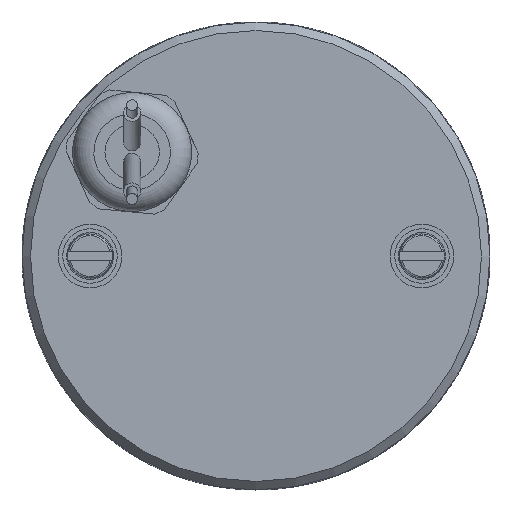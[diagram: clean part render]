
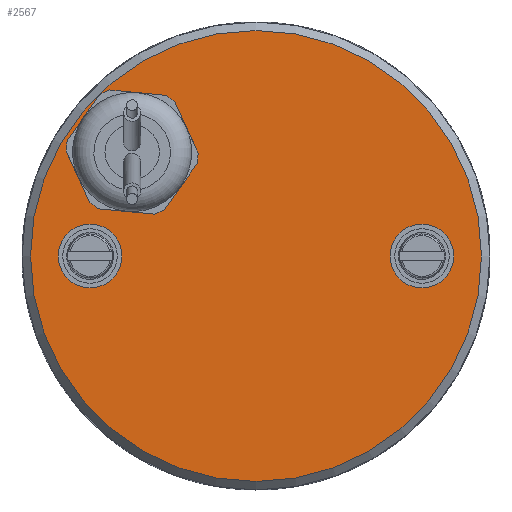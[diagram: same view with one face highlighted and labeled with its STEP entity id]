
A CAD part, left-side view. The second image highlights one B-rep face of the part: STEP entity #2567.
In plain terms, the highlighted planar face has unit normal (-1, 0, 0).
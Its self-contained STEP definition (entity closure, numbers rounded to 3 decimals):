
#18 = DIRECTION ( 'NONE',  ( 0., -0.415, -0.91 ) ) ;
#20 = DIRECTION ( 'NONE',  ( 1., 0., 0. ) ) ;
#22 = CARTESIAN_POINT ( 'NONE',  ( -13., 14.555, 12.213 ) ) ;
#56 = DIRECTION ( 'NONE',  ( 0., 0.995, 0.095 ) ) ;
#58 = CARTESIAN_POINT ( 'NONE',  ( -13., 19.236, 5.613 ) ) ;
#59 = LINE ( 'NONE', #58, #2327 ) ;
#101 = EDGE_CURVE ( 'Defeature ausgef�hrt1_37+Defeature ausgef�hrt1_5+Defeature ausgef�hrt1_27+Defeature ausgef�hrt1_26', #1567, #1694, #122, .T. ) ;
#122 = CIRCLE ( 'NONE', #170, 7.75 ) ;
#154 = FACE_BOUND ( 'NONE', #2311, .T. ) ;
#163 = VERTEX_POINT ( 'NONE', #1819 ) ;
#170 = AXIS2_PLACEMENT_3D ( 'NONE', #1476, #1475, #1474 ) ;
#176 = DIRECTION ( 'NONE',  ( 0., 0., 1. ) ) ;
#177 = DIRECTION ( 'NONE',  ( -1., 0., 0. ) ) ;
#183 = CARTESIAN_POINT ( 'NONE',  ( -13., 19.5, 0. ) ) ;
#212 = CARTESIAN_POINT ( 'NONE',  ( -13., 11.942, 4.917 ) ) ;
#263 = CIRCLE ( 'NONE', #371, 3.75 ) ;
#267 = CARTESIAN_POINT ( 'NONE',  ( -13., 19.5, 3.75 ) ) ;
#268 = CARTESIAN_POINT ( 'NONE',  ( -13., 6.93, 10.828 ) ) ;
#275 = CARTESIAN_POINT ( 'NONE',  ( -13., 17.168, 19.509 ) ) ;
#287 = VERTEX_POINT ( 'NONE', #267 ) ;
#331 = CARTESIAN_POINT ( 'NONE',  ( -13., 10.608, 18.883 ) ) ;
#352 = CARTESIAN_POINT ( 'NONE',  ( -13., 9.569, 18.146 ) ) ;
#371 = AXIS2_PLACEMENT_3D ( 'NONE', #183, #177, #176 ) ;
#389 = CARTESIAN_POINT ( 'NONE',  ( -13., 18.358, 18.966 ) ) ;
#414 = DIRECTION ( 'NONE',  ( 0., 0.415, 0.91 ) ) ;
#415 = CARTESIAN_POINT ( 'NONE',  ( -13., 22.608, 12.997 ) ) ;
#416 = AXIS2_PLACEMENT_3D ( 'NONE', #1439, #2417, #627 ) ;
#419 = LINE ( 'NONE', #415, #454 ) ;
#435 = DIRECTION ( 'NONE',  ( 0., 0.58, -0.815 ) ) ;
#437 = CARTESIAN_POINT ( 'NONE',  ( -13., 6.501, 11.429 ) ) ;
#439 = LINE ( 'NONE', #437, #506 ) ;
#454 = VECTOR ( 'NONE', #414, 1000. ) ;
#483 = PLANE ( 'NONE',  #416 ) ;
#487 = EDGE_CURVE ( 'NONE', #163, #163, #2054, .T. ) ;
#506 = VECTOR ( 'NONE', #435, 1000. ) ;
#517 = FACE_BOUND ( 'NONE', #1914, .T. ) ;
#522 = CARTESIAN_POINT ( 'NONE',  ( -13., 22.18, 13.598 ) ) ;
#561 = DIRECTION ( 'NONE',  ( 0., -0.415, -0.91 ) ) ;
#624 = CARTESIAN_POINT ( 'NONE',  ( -13., 22.304, 12.33 ) ) ;
#627 = DIRECTION ( 'NONE',  ( 0., 0., -1. ) ) ;
#670 = CARTESIAN_POINT ( 'NONE',  ( -13., 9.874, 18.813 ) ) ;
#776 = CARTESIAN_POINT ( 'NONE',  ( -13., 19.54, 6.279 ) ) ;
#796 = CARTESIAN_POINT ( 'NONE',  ( -13., 10.752, 5.46 ) ) ;
#798 = DIRECTION ( 'NONE',  ( 0., 0., -1. ) ) ;
#800 = DIRECTION ( 'NONE',  ( -1., 0., 0. ) ) ;
#801 = FACE_OUTER_BOUND ( 'NONE', #2294, .T. ) ;
#802 = CARTESIAN_POINT ( 'NONE',  ( -13., -19.5, 0. ) ) ;
#837 = DIRECTION ( 'NONE',  ( 0., -0.995, -0.095 ) ) ;
#842 = CARTESIAN_POINT ( 'NONE',  ( -13., 17.92, 19.581 ) ) ;
#843 = LINE ( 'NONE', #842, #1210 ) ;
#859 = EDGE_CURVE ( 'Defeature ausgef�hrt1_37+Defeature ausgef�hrt1_1+Defeature ausgef�hrt1_30+Defeature ausgef�hrt1_29', #2485, #1995, #1672, .T. ) ;
#925 = VECTOR ( 'NONE', #561, 1000. ) ;
#941 = EDGE_CURVE ( 'Defeature ausgef�hrt1_37+Defeature ausgef�hrt1_4+Defeature ausgef�hrt1_26+Defeature ausgef�hrt1_31', #1839, #1971, #1542, .T. ) ;
#948 = DIRECTION ( 'NONE',  ( 0., -0.415, -0.91 ) ) ;
#949 = DIRECTION ( 'NONE',  ( 1., 0., 0. ) ) ;
#951 = CARTESIAN_POINT ( 'NONE',  ( -13., 14.555, 12.213 ) ) ;
#979 = DIRECTION ( 'NONE',  ( 0., -0.415, -0.91 ) ) ;
#980 = DIRECTION ( 'NONE',  ( 1., 0., 0. ) ) ;
#982 = CARTESIAN_POINT ( 'NONE',  ( -13., 14.555, 12.213 ) ) ;
#986 = EDGE_CURVE ( 'Defeature ausgef�hrt1_37+Defeature ausgef�hrt1_2+Defeature ausgef�hrt1_29+Defeature ausgef�hrt1_28', #2475, #2086, #1445, .T. ) ;
#995 = CARTESIAN_POINT ( 'NONE',  ( -13., -19.5, -3.75 ) ) ;
#1009 = DIRECTION ( 'NONE',  ( 0., -0.415, -0.91 ) ) ;
#1011 = DIRECTION ( 'NONE',  ( 1., 0., 0. ) ) ;
#1013 = CARTESIAN_POINT ( 'NONE',  ( -13., 14.555, 12.213 ) ) ;
#1155 = AXIS2_PLACEMENT_3D ( 'NONE', #802, #800, #798 ) ;
#1156 = CIRCLE ( 'NONE', #1155, 3.75 ) ;
#1198 = LINE ( 'NONE', #670, #925 ) ;
#1210 = VECTOR ( 'NONE', #837, 1000. ) ;
#1225 = EDGE_CURVE ( 'Defeature ausgef�hrt1_37+Defeature ausgef�hrt1_31+Defeature ausgef�hrt1_4+Defeature ausgef�hrt1_0', #1971, #1889, #843, .T. ) ;
#1263 = DIRECTION ( 'NONE',  ( 0., 0., -1. ) ) ;
#1264 = DIRECTION ( 'NONE',  ( -1., 0., 0. ) ) ;
#1266 = CARTESIAN_POINT ( 'NONE',  ( -13., 0., 0. ) ) ;
#1303 = EDGE_CURVE ( 'NONE', #2179, #2179, #1156, .T. ) ;
#1321 = DIRECTION ( 'NONE',  ( 0., -0.415, -0.91 ) ) ;
#1439 = CARTESIAN_POINT ( 'NONE',  ( -13., 0., 0. ) ) ;
#1440 = AXIS2_PLACEMENT_3D ( 'NONE', #951, #949, #948 ) ;
#1445 = CIRCLE ( 'NONE', #1440, 7.75 ) ;
#1474 = DIRECTION ( 'NONE',  ( 0., -0.415, -0.91 ) ) ;
#1475 = DIRECTION ( 'NONE',  ( 1., 0., 0. ) ) ;
#1476 = CARTESIAN_POINT ( 'NONE',  ( -13., 14.555, 12.213 ) ) ;
#1527 = CARTESIAN_POINT ( 'NONE',  ( -13., 18.501, 5.543 ) ) ;
#1541 = AXIS2_PLACEMENT_3D ( 'NONE', #982, #980, #979 ) ;
#1542 = CIRCLE ( 'NONE', #1541, 7.75 ) ;
#1552 = ORIENTED_EDGE ( 'NONE', *, *, #1225, .T. ) ;
#1567 = VERTEX_POINT ( 'NONE', #624 ) ;
#1652 = ORIENTED_EDGE ( 'NONE', *, *, #859, .T. ) ;
#1668 = AXIS2_PLACEMENT_3D ( 'NONE', #1013, #1011, #1009 ) ;
#1672 = CIRCLE ( 'NONE', #1668, 7.75 ) ;
#1694 = VERTEX_POINT ( 'NONE', #522 ) ;
#1753 = ORIENTED_EDGE ( 'NONE', *, *, #487, .T. ) ;
#1759 = ORIENTED_EDGE ( 'NONE', *, *, #2100, .F. ) ;
#1790 = EDGE_CURVE ( 'Defeature ausgef�hrt1_37+Defeature ausgef�hrt1_29+Defeature ausgef�hrt1_1+Defeature ausgef�hrt1_2', #1995, #2475, #439, .T. ) ;
#1812 = EDGE_CURVE ( 'Defeature ausgef�hrt1_37+Defeature ausgef�hrt1_27+Defeature ausgef�hrt1_3+Defeature ausgef�hrt1_5', #1978, #1567, #419, .T. ) ;
#1819 = CARTESIAN_POINT ( 'NONE',  ( -13., 0., -26.5 ) ) ;
#1829 = ORIENTED_EDGE ( 'NONE', *, *, #1812, .T. ) ;
#1831 = ORIENTED_EDGE ( 'NONE', *, *, #1303, .F. ) ;
#1839 = VERTEX_POINT ( 'NONE', #389 ) ;
#1869 = VERTEX_POINT ( 'NONE', #352 ) ;
#1871 = CARTESIAN_POINT ( 'NONE',  ( -13., 6.806, 12.096 ) ) ;
#1889 = VERTEX_POINT ( 'NONE', #331 ) ;
#1895 = ORIENTED_EDGE ( 'NONE', *, *, #941, .T. ) ;
#1914 = EDGE_LOOP ( 'NONE', ( #1831 ) ) ;
#1944 = DIRECTION ( 'NONE',  ( 0., -0.58, 0.815 ) ) ;
#1971 = VERTEX_POINT ( 'NONE', #275 ) ;
#1978 = VERTEX_POINT ( 'NONE', #776 ) ;
#1995 = VERTEX_POINT ( 'NONE', #268 ) ;
#2030 = ORIENTED_EDGE ( 'NONE', *, *, #2221, .T. ) ;
#2031 = ORIENTED_EDGE ( 'NONE', *, *, #2251, .T. ) ;
#2039 = ORIENTED_EDGE ( 'NONE', *, *, #986, .T. ) ;
#2044 = DIRECTION ( 'NONE',  ( 1., 0., 0. ) ) ;
#2052 = AXIS2_PLACEMENT_3D ( 'NONE', #1266, #1264, #1263 ) ;
#2053 = EDGE_LOOP ( 'NONE', ( #1759 ) ) ;
#2054 = CIRCLE ( 'NONE', #2052, 26.5 ) ;
#2086 = VERTEX_POINT ( 'NONE', #212 ) ;
#2100 = EDGE_CURVE ( 'NONE', #287, #287, #263, .T. ) ;
#2121 = ORIENTED_EDGE ( 'NONE', *, *, #101, .T. ) ;
#2128 = FACE_BOUND ( 'NONE', #2053, .T. ) ;
#2134 = LINE ( 'NONE', #2188, #2321 ) ;
#2179 = VERTEX_POINT ( 'NONE', #995 ) ;
#2188 = CARTESIAN_POINT ( 'NONE',  ( -13., 17.92, 19.581 ) ) ;
#2221 = EDGE_CURVE ( 'Defeature ausgef�hrt1_37+Defeature ausgef�hrt1_28+Defeature ausgef�hrt1_2+Defeature ausgef�hrt1_3', #2086, #2496, #59, .T. ) ;
#2247 = EDGE_CURVE ( 'Defeature ausgef�hrt1_37+Defeature ausgef�hrt1_0+Defeature ausgef�hrt1_31+Defeature ausgef�hrt1_30', #1889, #1869, #2318, .T. ) ;
#2251 = EDGE_CURVE ( 'Defeature ausgef�hrt1_37+Defeature ausgef�hrt1_3+Defeature ausgef�hrt1_28+Defeature ausgef�hrt1_27', #2496, #1978, #2279, .T. ) ;
#2270 = ORIENTED_EDGE ( 'NONE', *, *, #2432, .T. ) ;
#2274 = CARTESIAN_POINT ( 'NONE',  ( -13., 14.555, 12.213 ) ) ;
#2277 = ORIENTED_EDGE ( 'NONE', *, *, #2571, .T. ) ;
#2278 = AXIS2_PLACEMENT_3D ( 'NONE', #2274, #2044, #1321 ) ;
#2279 = CIRCLE ( 'NONE', #2278, 7.75 ) ;
#2283 = AXIS2_PLACEMENT_3D ( 'NONE', #22, #20, #18 ) ;
#2294 = EDGE_LOOP ( 'NONE', ( #1753 ) ) ;
#2311 = EDGE_LOOP ( 'NONE', ( #2030, #2031, #1829, #2121, #2270, #1895, #1552, #2539, #2277, #1652, #2370, #2039 ) ) ;
#2318 = CIRCLE ( 'NONE', #2283, 7.75 ) ;
#2321 = VECTOR ( 'NONE', #1944, 1000. ) ;
#2327 = VECTOR ( 'NONE', #56, 1000. ) ;
#2370 = ORIENTED_EDGE ( 'NONE', *, *, #1790, .T. ) ;
#2417 = DIRECTION ( 'NONE',  ( 1., 0., 0. ) ) ;
#2432 = EDGE_CURVE ( 'Defeature ausgef�hrt1_37+Defeature ausgef�hrt1_26+Defeature ausgef�hrt1_5+Defeature ausgef�hrt1_4', #1694, #1839, #2134, .T. ) ;
#2475 = VERTEX_POINT ( 'NONE', #796 ) ;
#2485 = VERTEX_POINT ( 'NONE', #1871 ) ;
#2496 = VERTEX_POINT ( 'NONE', #1527 ) ;
#2539 = ORIENTED_EDGE ( 'NONE', *, *, #2247, .T. ) ;
#2567 = ADVANCED_FACE ( 'Defeature ausgef�hrt1_37', ( #517, #2128, #154, #801 ), #483, .F. ) ;
#2571 = EDGE_CURVE ( 'Defeature ausgef�hrt1_37+Defeature ausgef�hrt1_30+Defeature ausgef�hrt1_0+Defeature ausgef�hrt1_1', #1869, #2485, #1198, .T. ) ;
